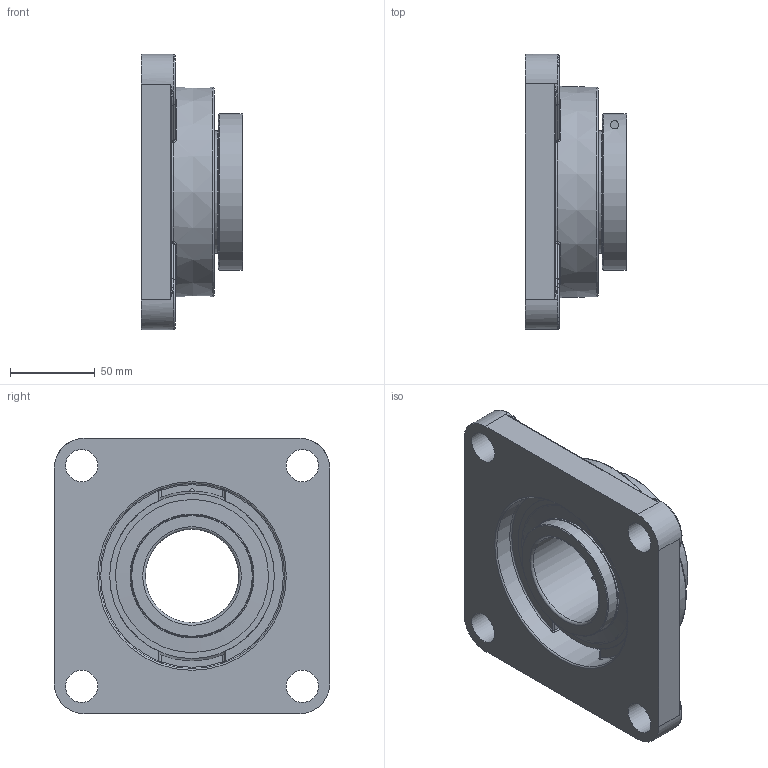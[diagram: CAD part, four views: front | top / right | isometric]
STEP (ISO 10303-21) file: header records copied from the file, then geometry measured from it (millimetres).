
FILE_DESCRIPTION(('HOOPS Exchange Step'),'2;1');
FILE_NAME('export-3C1D6FD1-5DF3-4896-8343-B550BA0DE535.stp','2020-05-29T07:53:00-07:00',('dkerr'),('Alibre'),'HOOPS Exchange 2020.0','Alibre','Unknown authorisation');
FILE_SCHEMA( ('AP242_MANAGED_MODEL_BASED_3D_ENGINEERING_MIM_LF {1 0 10303 442 1 1 4 }') );
Length unit declared in the file: inch
Products named in the file (8): MRN SFM L4L 211; MRN SUE 211 L4L (55mm) (Race); MRN SUE 211 L4L (Ball); MRN SUE 211 L4L (Shield); MRN SUE 211 L4L (Lock Ring); MRN SUE 211 L4L (Bolt); MRN SUE 211 L4L (55mm); MRN SUESFM 211 L4L (55mm)
Assembly tree (8 placements, depth 3):
  MRN SUESFM 211 L4L (55mm)
    MRN SFM L4L 211
    MRN SUE 211 L4L (55mm)
      MRN SUE 211 L4L (55mm) (Race)
      MRN SUE 211 L4L (Ball)
      MRN SUE 211 L4L (Shield)  x2
      MRN SUE 211 L4L (Lock Ring)
      MRN SUE 211 L4L (Bolt)
Bounding box: 59.9 x 162 x 162 mm (x, y, z)
Volume: 567974.4 mm3; surface area: 150393.5 mm2
Topology: 17 solids, 17 shells, 290 faces, 772 edges, 477 vertices
Faces by surface type: plane 82, cylinder 77, torus 45, cone 31, bspline 28, sphere 27
Full cylindrical faces by diameter (mm): 4.917 x2, 6.4 x1, 10 x1, 11.2 x1, 19 x4, 55 x1, 72 x4, 73.016 x2, 88 x2, 90 x2, 104.775 x1, 109.22 x1, 110.1 x1
Entity records: 14521 total; most frequent: CARTESIAN_POINT 7502, DIRECTION 1470, ORIENTED_EDGE 1416, EDGE_CURVE 708, AXIS2_PLACEMENT_3D 621, VERTEX_POINT 463, CIRCLE 342, EDGE_LOOP 309
